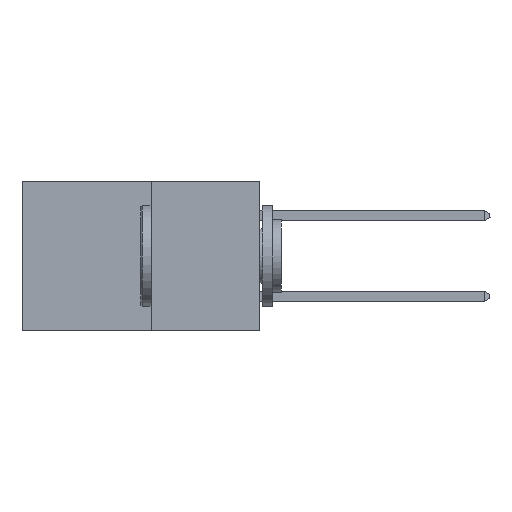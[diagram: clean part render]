
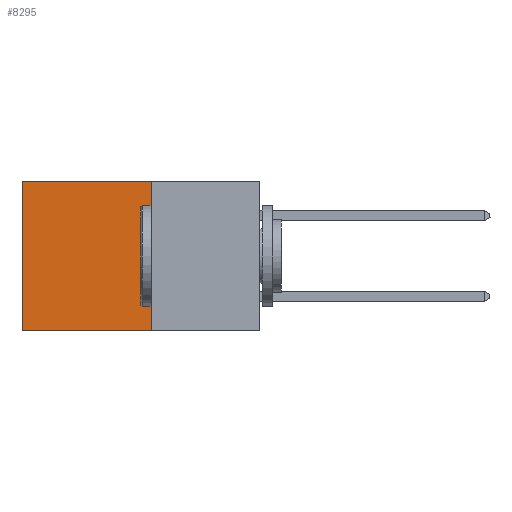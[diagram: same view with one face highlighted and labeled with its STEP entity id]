
A CAD part, left-side view. The second image highlights one B-rep face of the part: STEP entity #8295.
In plain terms, the highlighted planar face has unit normal (-1, 0, 0).
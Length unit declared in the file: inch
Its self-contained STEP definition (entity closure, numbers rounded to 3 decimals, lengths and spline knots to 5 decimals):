
#519 = AXIS2_PLACEMENT_3D ( 'NONE', #9952, #9991, #3709 ) ;
#1395 = VECTOR ( 'NONE', #10151, 39.37008 ) ;
#3709 = DIRECTION ( 'NONE',  ( 0., 0., -1. ) ) ;
#4194 = VERTEX_POINT ( 'NONE', #13557 ) ;
#4757 = EDGE_CURVE ( 'NONE', #12195, #7630, #5719, .T. ) ;
#4931 = CARTESIAN_POINT ( 'NONE',  ( 0.277, 0.59, -0.37 ) ) ;
#5225 = EDGE_CURVE ( 'NONE', #12195, #4194, #17941, .T. ) ;
#5359 = DIRECTION ( 'NONE',  ( 0., 0., -1. ) ) ;
#5719 = LINE ( 'NONE', #5748, #9841 ) ;
#5748 = CARTESIAN_POINT ( 'NONE',  ( 0.277, 0.27, 0. ) ) ;
#5831 = ORIENTED_EDGE ( 'NONE', *, *, #4757, .T. ) ;
#5840 = CARTESIAN_POINT ( 'NONE',  ( 0.277, 0.27, -0.37 ) ) ;
#6001 = FACE_OUTER_BOUND ( 'NONE', #9101, .T. ) ;
#6263 = LINE ( 'NONE', #4931, #1395 ) ;
#6606 = CARTESIAN_POINT ( 'NONE',  ( 0.277, 0.27, -0.37 ) ) ;
#6772 = LINE ( 'NONE', #6606, #14675 ) ;
#7630 = VERTEX_POINT ( 'NONE', #18337 ) ;
#8005 = EDGE_CURVE ( 'NONE', #4194, #9276, #6772, .T. ) ;
#8038 = EDGE_CURVE ( 'NONE', #7630, #9276, #6263, .T. ) ;
#8295 = ADVANCED_FACE ( 'NONE', ( #6001 ), #8891, .F. ) ;
#8342 = DIRECTION ( 'NONE',  ( 0., 1., 0. ) ) ;
#8891 = PLANE ( 'NONE',  #519 ) ;
#9101 = EDGE_LOOP ( 'NONE', ( #11212, #14070, #17124, #5831 ) ) ;
#9276 = VERTEX_POINT ( 'NONE', #12461 ) ;
#9841 = VECTOR ( 'NONE', #14325, 39.37008 ) ;
#9952 = CARTESIAN_POINT ( 'NONE',  ( 0.277, 0.27, -0.37 ) ) ;
#9991 = DIRECTION ( 'NONE',  ( 1., 0., 0. ) ) ;
#10151 = DIRECTION ( 'NONE',  ( 0., 0., -1. ) ) ;
#11212 = ORIENTED_EDGE ( 'NONE', *, *, #8038, .T. ) ;
#12195 = VERTEX_POINT ( 'NONE', #14685 ) ;
#12461 = CARTESIAN_POINT ( 'NONE',  ( 0.277, 0.59, -0.37 ) ) ;
#13557 = CARTESIAN_POINT ( 'NONE',  ( 0.277, 0.27, -0.37 ) ) ;
#14070 = ORIENTED_EDGE ( 'NONE', *, *, #8005, .F. ) ;
#14325 = DIRECTION ( 'NONE',  ( 0., 1., 0. ) ) ;
#14414 = VECTOR ( 'NONE', #5359, 39.37008 ) ;
#14675 = VECTOR ( 'NONE', #8342, 39.37008 ) ;
#14685 = CARTESIAN_POINT ( 'NONE',  ( 0.277, 0.27, 0. ) ) ;
#17124 = ORIENTED_EDGE ( 'NONE', *, *, #5225, .F. ) ;
#17941 = LINE ( 'NONE', #5840, #14414 ) ;
#18337 = CARTESIAN_POINT ( 'NONE',  ( 0.277, 0.59, 0. ) ) ;
